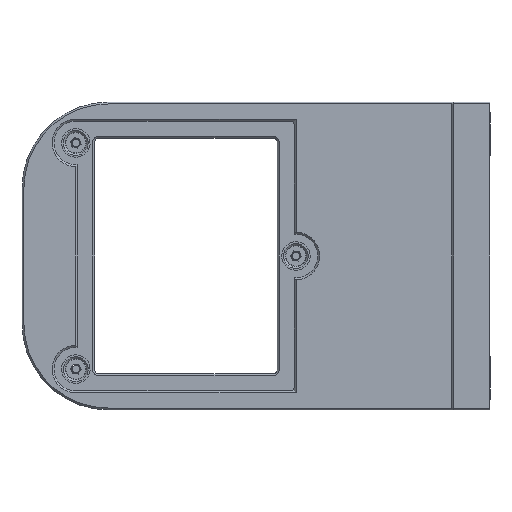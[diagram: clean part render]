
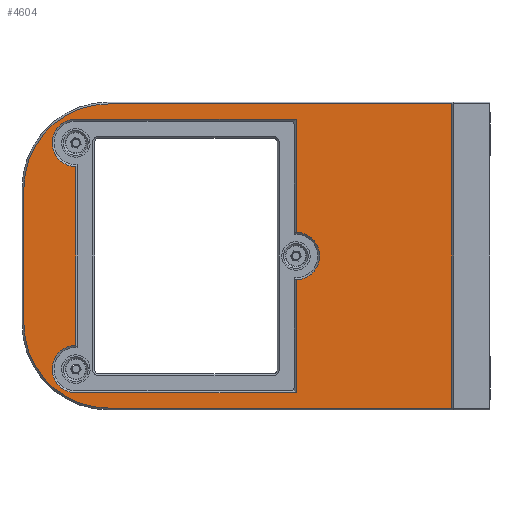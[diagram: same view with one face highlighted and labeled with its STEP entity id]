
A CAD part, left-side view. The second image highlights one B-rep face of the part: STEP entity #4604.
In plain terms, the highlighted planar face has unit normal (-1, 0, 0).
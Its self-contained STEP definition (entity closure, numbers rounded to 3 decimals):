
#101 = CARTESIAN_POINT ( 'NONE',  ( -8., 29., 24. ) ) ;
#158 = EDGE_CURVE ( 'NONE', #4272, #4600, #496, .T. ) ;
#200 = EDGE_CURVE ( 'NONE', #5498, #2667, #869, .T. ) ;
#291 = ORIENTED_EDGE ( 'NONE', *, *, #4118, .T. ) ;
#312 = LINE ( 'NONE', #2528, #3225 ) ;
#496 = LINE ( 'NONE', #2539, #3566 ) ;
#656 = VECTOR ( 'NONE', #805, 1000. ) ;
#689 = LINE ( 'NONE', #5260, #2088 ) ;
#725 = ORIENTED_EDGE ( 'NONE', *, *, #200, .T. ) ;
#732 = LINE ( 'NONE', #2931, #4939 ) ;
#762 = EDGE_CURVE ( 'NONE', #1694, #2106, #1078, .T. ) ;
#805 = DIRECTION ( 'NONE',  ( 0., 0., -1. ) ) ;
#869 = LINE ( 'NONE', #5600, #937 ) ;
#886 = VERTEX_POINT ( 'NONE', #1552 ) ;
#937 = VECTOR ( 'NONE', #1326, 1000. ) ;
#941 = ORIENTED_EDGE ( 'NONE', *, *, #3132, .T. ) ;
#1029 = ORIENTED_EDGE ( 'NONE', *, *, #158, .T. ) ;
#1035 = EDGE_CURVE ( 'NONE', #1701, #1972, #2531, .T. ) ;
#1078 = LINE ( 'NONE', #101, #3074 ) ;
#1107 = CIRCLE ( 'NONE', #3547, 22.216 ) ;
#1210 = EDGE_CURVE ( 'NONE', #1795, #5408, #689, .T. ) ;
#1234 = DIRECTION ( 'NONE',  ( 0., 0., -1. ) ) ;
#1298 = DIRECTION ( 'NONE',  ( 0., 0., -1. ) ) ;
#1301 = CARTESIAN_POINT ( 'NONE',  ( -8., -29., 6.25 ) ) ;
#1314 = DIRECTION ( 'NONE',  ( 0., 1., 0. ) ) ;
#1326 = DIRECTION ( 'NONE',  ( 0., 0., 1. ) ) ;
#1552 = CARTESIAN_POINT ( 'NONE',  ( -8., 28.95, -36. ) ) ;
#1622 = EDGE_LOOP ( 'NONE', ( #4432, #941, #725, #4892, #3501, #4765 ) ) ;
#1694 = VERTEX_POINT ( 'NONE', #4696 ) ;
#1701 = VERTEX_POINT ( 'NONE', #2412 ) ;
#1770 = VERTEX_POINT ( 'NONE', #5182 ) ;
#1788 = VERTEX_POINT ( 'NONE', #1301 ) ;
#1795 = VERTEX_POINT ( 'NONE', #2141 ) ;
#1803 = CARTESIAN_POINT ( 'NONE',  ( -8., 43.1, 40. ) ) ;
#1872 = CARTESIAN_POINT ( 'NONE',  ( -8., 20.384, -40. ) ) ;
#1972 = VERTEX_POINT ( 'NONE', #3157 ) ;
#1981 = DIRECTION ( 'NONE',  ( 1., 0., 0. ) ) ;
#1994 = ORIENTED_EDGE ( 'NONE', *, *, #4618, .T. ) ;
#2040 = CIRCLE ( 'NONE', #4844, 6.25 ) ;
#2088 = VECTOR ( 'NONE', #4062, 1000. ) ;
#2106 = VERTEX_POINT ( 'NONE', #4992 ) ;
#2141 = CARTESIAN_POINT ( 'NONE',  ( -8., 28.95, 36. ) ) ;
#2157 = DIRECTION ( 'NONE',  ( 0., 1., 0. ) ) ;
#2186 = CIRCLE ( 'NONE', #3270, 22.216 ) ;
#2266 = EDGE_LOOP ( 'NONE', ( #5522, #1029, #3168, #1994, #3436, #291, #4866, #4130 ) ) ;
#2291 = CARTESIAN_POINT ( 'NONE',  ( -8., -29., 36. ) ) ;
#2412 = CARTESIAN_POINT ( 'NONE',  ( -8., 42.6, 17.784 ) ) ;
#2422 = EDGE_CURVE ( 'NONE', #1972, #3780, #2186, .T. ) ;
#2463 = DIRECTION ( 'NONE',  ( 0., 1., 0. ) ) ;
#2528 = CARTESIAN_POINT ( 'NONE',  ( -8., -29., 5.75 ) ) ;
#2531 = LINE ( 'NONE', #2621, #656 ) ;
#2539 = CARTESIAN_POINT ( 'NONE',  ( -8., -29., -35.5 ) ) ;
#2585 = EDGE_CURVE ( 'NONE', #1788, #4272, #2040, .T. ) ;
#2596 = CIRCLE ( 'NONE', #3505, 6.25 ) ;
#2621 = CARTESIAN_POINT ( 'NONE',  ( -8., 42.6, -40.5 ) ) ;
#2628 = DIRECTION ( 'NONE',  ( 0., 1., 0. ) ) ;
#2649 = CARTESIAN_POINT ( 'NONE',  ( -8., -29., -36. ) ) ;
#2667 = VERTEX_POINT ( 'NONE', #4930 ) ;
#2673 = CARTESIAN_POINT ( 'NONE',  ( -8., 28.95, -29.75 ) ) ;
#2679 = LINE ( 'NONE', #1803, #2776 ) ;
#2753 = EDGE_CURVE ( 'NONE', #4600, #886, #732, .T. ) ;
#2776 = VECTOR ( 'NONE', #4349, 1000. ) ;
#2792 = CARTESIAN_POINT ( 'NONE',  ( -8., -29., -6.25 ) ) ;
#2863 = CIRCLE ( 'NONE', #4399, 6.25 ) ;
#2931 = CARTESIAN_POINT ( 'NONE',  ( -8., 28.95, -36. ) ) ;
#2948 = AXIS2_PLACEMENT_3D ( 'NONE', #4402, #4342, #2157 ) ;
#2972 = VECTOR ( 'NONE', #4674, 1000. ) ;
#3013 = CARTESIAN_POINT ( 'NONE',  ( -8., 28.95, 29.75 ) ) ;
#3025 = LINE ( 'NONE', #5552, #2972 ) ;
#3056 = DIRECTION ( 'NONE',  ( 0., 1., 0. ) ) ;
#3074 = VECTOR ( 'NONE', #3191, 1000. ) ;
#3089 = FACE_BOUND ( 'NONE', #2266, .T. ) ;
#3132 = EDGE_CURVE ( 'NONE', #3780, #5498, #3025, .T. ) ;
#3157 = CARTESIAN_POINT ( 'NONE',  ( -8., 42.6, -17.784 ) ) ;
#3168 = ORIENTED_EDGE ( 'NONE', *, *, #2753, .T. ) ;
#3191 = DIRECTION ( 'NONE',  ( 0., 0., 1. ) ) ;
#3225 = VECTOR ( 'NONE', #1234, 1000. ) ;
#3261 = EDGE_CURVE ( 'NONE', #1770, #1701, #1107, .T. ) ;
#3270 = AXIS2_PLACEMENT_3D ( 'NONE', #4489, #3678, #4981 ) ;
#3436 = ORIENTED_EDGE ( 'NONE', *, *, #762, .T. ) ;
#3501 = ORIENTED_EDGE ( 'NONE', *, *, #3261, .T. ) ;
#3505 = AXIS2_PLACEMENT_3D ( 'NONE', #2673, #3917, #1314 ) ;
#3547 = AXIS2_PLACEMENT_3D ( 'NONE', #4820, #3912, #3056 ) ;
#3566 = VECTOR ( 'NONE', #1298, 1000. ) ;
#3625 = CARTESIAN_POINT ( 'NONE',  ( -8., -70., -40. ) ) ;
#3678 = DIRECTION ( 'NONE',  ( -1., 0., 0. ) ) ;
#3780 = VERTEX_POINT ( 'NONE', #1872 ) ;
#3912 = DIRECTION ( 'NONE',  ( -1., 0., 0. ) ) ;
#3917 = DIRECTION ( 'NONE',  ( 1., 0., 0. ) ) ;
#4062 = DIRECTION ( 'NONE',  ( 0., -1., 0. ) ) ;
#4118 = EDGE_CURVE ( 'NONE', #2106, #1795, #2863, .T. ) ;
#4130 = ORIENTED_EDGE ( 'NONE', *, *, #4407, .T. ) ;
#4134 = DIRECTION ( 'NONE',  ( 0., 1., 0. ) ) ;
#4167 = EDGE_CURVE ( 'NONE', #2667, #1770, #2679, .T. ) ;
#4272 = VERTEX_POINT ( 'NONE', #2792 ) ;
#4313 = FACE_OUTER_BOUND ( 'NONE', #1622, .T. ) ;
#4342 = DIRECTION ( 'NONE',  ( 1., 0., 0. ) ) ;
#4349 = DIRECTION ( 'NONE',  ( 0., 1., 0. ) ) ;
#4399 = AXIS2_PLACEMENT_3D ( 'NONE', #3013, #4743, #2628 ) ;
#4402 = CARTESIAN_POINT ( 'NONE',  ( -8., 43.1, -40.5 ) ) ;
#4407 = EDGE_CURVE ( 'NONE', #5408, #1788, #312, .T. ) ;
#4432 = ORIENTED_EDGE ( 'NONE', *, *, #2422, .T. ) ;
#4489 = CARTESIAN_POINT ( 'NONE',  ( -8., 20.384, -17.784 ) ) ;
#4600 = VERTEX_POINT ( 'NONE', #2649 ) ;
#4604 = ADVANCED_FACE ( 'NONE', ( #3089, #4313 ), #5142, .F. ) ;
#4618 = EDGE_CURVE ( 'NONE', #886, #1694, #2596, .T. ) ;
#4674 = DIRECTION ( 'NONE',  ( 0., -1., 0. ) ) ;
#4696 = CARTESIAN_POINT ( 'NONE',  ( -8., 29., -23.5 ) ) ;
#4743 = DIRECTION ( 'NONE',  ( 1., 0., 0. ) ) ;
#4765 = ORIENTED_EDGE ( 'NONE', *, *, #1035, .T. ) ;
#4820 = CARTESIAN_POINT ( 'NONE',  ( -8., 20.384, 17.784 ) ) ;
#4844 = AXIS2_PLACEMENT_3D ( 'NONE', #5329, #1981, #4134 ) ;
#4866 = ORIENTED_EDGE ( 'NONE', *, *, #1210, .T. ) ;
#4892 = ORIENTED_EDGE ( 'NONE', *, *, #4167, .T. ) ;
#4930 = CARTESIAN_POINT ( 'NONE',  ( -8., -70., 40. ) ) ;
#4939 = VECTOR ( 'NONE', #2463, 1000. ) ;
#4981 = DIRECTION ( 'NONE',  ( 0., 1., 0. ) ) ;
#4992 = CARTESIAN_POINT ( 'NONE',  ( -8., 29., 23.5 ) ) ;
#5142 = PLANE ( 'NONE',  #2948 ) ;
#5182 = CARTESIAN_POINT ( 'NONE',  ( -8., 20.384, 40. ) ) ;
#5260 = CARTESIAN_POINT ( 'NONE',  ( -8., -28.5, 36. ) ) ;
#5329 = CARTESIAN_POINT ( 'NONE',  ( -8., -28.95, 0. ) ) ;
#5408 = VERTEX_POINT ( 'NONE', #2291 ) ;
#5498 = VERTEX_POINT ( 'NONE', #3625 ) ;
#5522 = ORIENTED_EDGE ( 'NONE', *, *, #2585, .T. ) ;
#5552 = CARTESIAN_POINT ( 'NONE',  ( -8., 43.1, -40. ) ) ;
#5600 = CARTESIAN_POINT ( 'NONE',  ( -8., -70., -40.5 ) ) ;
